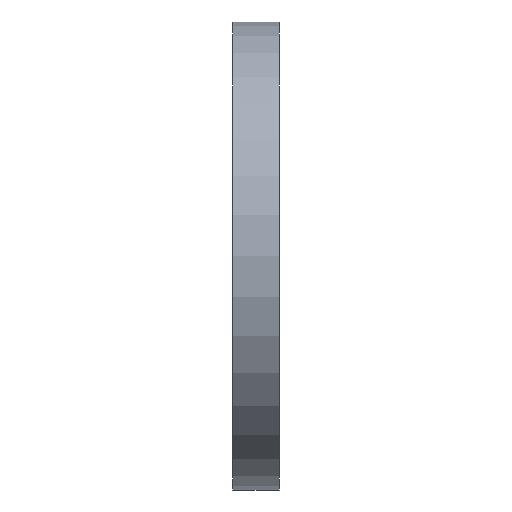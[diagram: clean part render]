
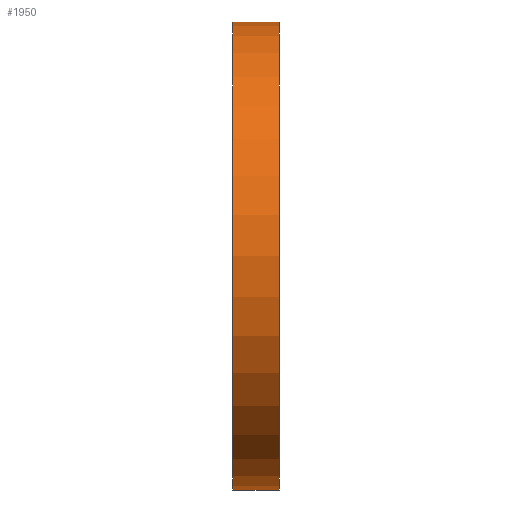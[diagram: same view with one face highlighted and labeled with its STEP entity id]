
A CAD part, left-side view. The second image highlights one B-rep face of the part: STEP entity #1950.
In plain terms, the highlighted cylindrical face has radius 50 mm (diameter 100 mm), a partial arc.
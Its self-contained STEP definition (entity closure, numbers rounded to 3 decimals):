
#295 = CARTESIAN_POINT ( 'NONE',  ( 0., 10., 50. ) ) ;
#401 = CIRCLE ( 'NONE', #3440, 50. ) ;
#1222 = VECTOR ( 'NONE', #11906, 1000. ) ;
#1950 = ADVANCED_FACE ( 'NONE', ( #8473 ), #2789, .T. ) ;
#1983 = CARTESIAN_POINT ( 'NONE',  ( 0., 10., 0. ) ) ;
#2001 = DIRECTION ( 'NONE',  ( 0., 1., 0. ) ) ;
#2637 = CARTESIAN_POINT ( 'NONE',  ( 0., 10., -50. ) ) ;
#2789 = CYLINDRICAL_SURFACE ( 'NONE', #9272, 50. ) ;
#3222 = CARTESIAN_POINT ( 'NONE',  ( 0., 0., 0. ) ) ;
#3440 = AXIS2_PLACEMENT_3D ( 'NONE', #3222, #2001, #10172 ) ;
#3638 = EDGE_LOOP ( 'NONE', ( #10139, #15038, #4514, #5207 ) ) ;
#4465 = EDGE_CURVE ( 'NONE', #12808, #15099, #14699, .T. ) ;
#4514 = ORIENTED_EDGE ( 'NONE', *, *, #5355, .T. ) ;
#5207 = ORIENTED_EDGE ( 'NONE', *, *, #13365, .T. ) ;
#5255 = CARTESIAN_POINT ( 'NONE',  ( 0., 0., 50. ) ) ;
#5355 = EDGE_CURVE ( 'NONE', #12808, #10011, #6777, .T. ) ;
#5787 = CARTESIAN_POINT ( 'NONE',  ( 0., 10., -50. ) ) ;
#6777 = LINE ( 'NONE', #5787, #11532 ) ;
#7479 = DIRECTION ( 'NONE',  ( 0., 0., 1. ) ) ;
#7971 = DIRECTION ( 'NONE',  ( 0., -1., 0. ) ) ;
#8473 = FACE_OUTER_BOUND ( 'NONE', #3638, .T. ) ;
#8613 = EDGE_CURVE ( 'NONE', #15099, #14051, #12580, .T. ) ;
#9169 = CARTESIAN_POINT ( 'NONE',  ( 0., 0., -50. ) ) ;
#9272 = AXIS2_PLACEMENT_3D ( 'NONE', #1983, #7971, #12682 ) ;
#9967 = CARTESIAN_POINT ( 'NONE',  ( 0., 10., 50. ) ) ;
#10011 = VERTEX_POINT ( 'NONE', #9169 ) ;
#10139 = ORIENTED_EDGE ( 'NONE', *, *, #8613, .F. ) ;
#10172 = DIRECTION ( 'NONE',  ( 0., 0., 1. ) ) ;
#11037 = CARTESIAN_POINT ( 'NONE',  ( 0., 10., 0. ) ) ;
#11095 = DIRECTION ( 'NONE',  ( 0., 1., 0. ) ) ;
#11532 = VECTOR ( 'NONE', #12935, 1000. ) ;
#11906 = DIRECTION ( 'NONE',  ( 0., -1., 0. ) ) ;
#12580 = LINE ( 'NONE', #295, #1222 ) ;
#12682 = DIRECTION ( 'NONE',  ( 0., 0., -1. ) ) ;
#12808 = VERTEX_POINT ( 'NONE', #2637 ) ;
#12822 = AXIS2_PLACEMENT_3D ( 'NONE', #11037, #11095, #7479 ) ;
#12935 = DIRECTION ( 'NONE',  ( 0., -1., 0. ) ) ;
#13365 = EDGE_CURVE ( 'NONE', #10011, #14051, #401, .T. ) ;
#14051 = VERTEX_POINT ( 'NONE', #5255 ) ;
#14699 = CIRCLE ( 'NONE', #12822, 50. ) ;
#15038 = ORIENTED_EDGE ( 'NONE', *, *, #4465, .F. ) ;
#15099 = VERTEX_POINT ( 'NONE', #9967 ) ;
